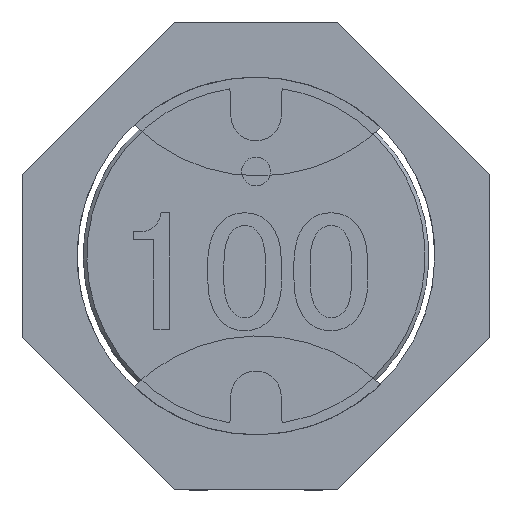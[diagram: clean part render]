
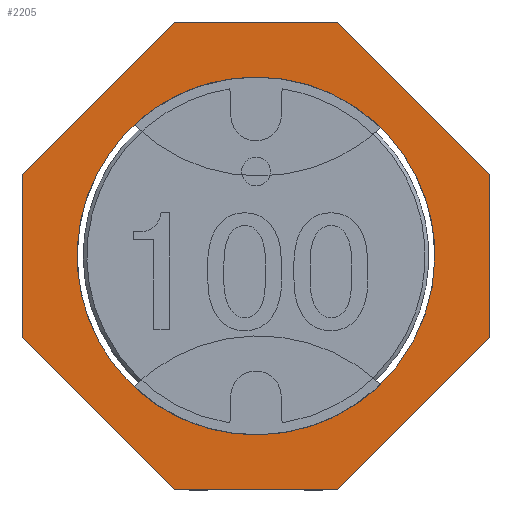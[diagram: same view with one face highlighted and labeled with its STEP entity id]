
A CAD part, top view. The second image highlights one B-rep face of the part: STEP entity #2205.
In plain terms, the highlighted free-form (B-spline) face has degree [1, 1] with [2, 2] control points.
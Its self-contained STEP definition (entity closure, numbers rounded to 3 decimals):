
#2128=CARTESIAN_POINT('',(-3.575,-3.575,0.));
#2129=CARTESIAN_POINT('',(-3.575,3.575,0.));
#2130=CARTESIAN_POINT('',(3.575,-3.575,0.));
#2131=CARTESIAN_POINT('',(3.575,3.575,0.));
#2132=B_SPLINE_SURFACE_WITH_KNOTS('',1,1,((#2128,#2129),(#2130,#2131)),.PLANE_SURF.,.F.,.F.,.U.,(2,2),(2,2),(0.,1.),(0.,1.),.UNSPECIFIED.);
#2133=CARTESIAN_POINT('',(3.25,1.134,0.));
#2134=VERTEX_POINT('',#2133);
#2135=CARTESIAN_POINT('',(1.134,3.25,0.));
#2136=VERTEX_POINT('',#2135);
#2137=CARTESIAN_POINT('',(3.25,1.134,0.));
#2138=CARTESIAN_POINT('',(1.134,3.25,0.));
#2139=B_SPLINE_CURVE_WITH_KNOTS('',1,(#2137,#2138),.POLYLINE_FORM.,.F.,.U.,(2,2),(0.,1.),.UNSPECIFIED.);
#2140=EDGE_CURVE('',#2134,#2136,#2139,.T.);
#2141=ORIENTED_EDGE('',*,*,#2140,.T.);
#2142=CARTESIAN_POINT('',(-1.134,3.25,0.));
#2143=VERTEX_POINT('',#2142);
#2144=CARTESIAN_POINT('',(1.134,3.25,0.));
#2145=CARTESIAN_POINT('',(-1.134,3.25,0.));
#2146=B_SPLINE_CURVE_WITH_KNOTS('',1,(#2144,#2145),.POLYLINE_FORM.,.F.,.U.,(2,2),(0.,1.),.UNSPECIFIED.);
#2147=EDGE_CURVE('',#2136,#2143,#2146,.T.);
#2148=ORIENTED_EDGE('',*,*,#2147,.T.);
#2149=CARTESIAN_POINT('',(-3.25,1.134,0.));
#2150=VERTEX_POINT('',#2149);
#2151=CARTESIAN_POINT('',(-1.134,3.25,0.));
#2152=CARTESIAN_POINT('',(-3.25,1.134,0.));
#2153=B_SPLINE_CURVE_WITH_KNOTS('',1,(#2151,#2152),.POLYLINE_FORM.,.F.,.U.,(2,2),(0.,1.),.UNSPECIFIED.);
#2154=EDGE_CURVE('',#2143,#2150,#2153,.T.);
#2155=ORIENTED_EDGE('',*,*,#2154,.T.);
#2156=CARTESIAN_POINT('',(-3.25,-1.134,0.));
#2157=VERTEX_POINT('',#2156);
#2158=CARTESIAN_POINT('',(-3.25,1.134,0.));
#2159=CARTESIAN_POINT('',(-3.25,-1.134,0.));
#2160=B_SPLINE_CURVE_WITH_KNOTS('',1,(#2158,#2159),.POLYLINE_FORM.,.F.,.U.,(2,2),(0.,1.),.UNSPECIFIED.);
#2161=EDGE_CURVE('',#2150,#2157,#2160,.T.);
#2162=ORIENTED_EDGE('',*,*,#2161,.T.);
#2163=CARTESIAN_POINT('',(-1.134,-3.25,0.));
#2164=VERTEX_POINT('',#2163);
#2165=CARTESIAN_POINT('',(-3.25,-1.134,0.));
#2166=CARTESIAN_POINT('',(-1.134,-3.25,0.));
#2167=B_SPLINE_CURVE_WITH_KNOTS('',1,(#2165,#2166),.POLYLINE_FORM.,.F.,.U.,(2,2),(0.,1.),.UNSPECIFIED.);
#2168=EDGE_CURVE('',#2157,#2164,#2167,.T.);
#2169=ORIENTED_EDGE('',*,*,#2168,.T.);
#2170=CARTESIAN_POINT('',(1.134,-3.25,0.));
#2171=VERTEX_POINT('',#2170);
#2172=CARTESIAN_POINT('',(-1.134,-3.25,0.));
#2173=CARTESIAN_POINT('',(1.134,-3.25,0.));
#2174=B_SPLINE_CURVE_WITH_KNOTS('',1,(#2172,#2173),.POLYLINE_FORM.,.F.,.U.,(2,2),(0.,1.),.UNSPECIFIED.);
#2175=EDGE_CURVE('',#2164,#2171,#2174,.T.);
#2176=ORIENTED_EDGE('',*,*,#2175,.T.);
#2177=CARTESIAN_POINT('',(3.25,-1.134,0.));
#2178=VERTEX_POINT('',#2177);
#2179=CARTESIAN_POINT('',(1.134,-3.25,0.));
#2180=CARTESIAN_POINT('',(3.25,-1.134,0.));
#2181=B_SPLINE_CURVE_WITH_KNOTS('',1,(#2179,#2180),.POLYLINE_FORM.,.F.,.U.,(2,2),(0.,1.),.UNSPECIFIED.);
#2182=EDGE_CURVE('',#2171,#2178,#2181,.T.);
#2183=ORIENTED_EDGE('',*,*,#2182,.T.);
#2184=CARTESIAN_POINT('',(3.25,-1.134,0.));
#2185=CARTESIAN_POINT('',(3.25,1.134,0.));
#2186=B_SPLINE_CURVE_WITH_KNOTS('',1,(#2184,#2185),.POLYLINE_FORM.,.F.,.U.,(2,2),(0.,1.),.UNSPECIFIED.);
#2187=EDGE_CURVE('',#2178,#2134,#2186,.T.);
#2188=ORIENTED_EDGE('',*,*,#2187,.T.);
#2189=EDGE_LOOP('',(#2141,#2148,#2155,#2162,#2169,#2176,#2183,#2188));
#2190=FACE_OUTER_BOUND('',#2189,.T.);
#2191=CARTESIAN_POINT('',(2.485,0.,0.));
#2192=VERTEX_POINT('',#2191);
#2193=CARTESIAN_POINT('',(2.485,0.,0.));
#2194=CARTESIAN_POINT('',(2.485,-4.304,0.));
#2195=CARTESIAN_POINT('',(-1.243,-2.152,0.));
#2196=CARTESIAN_POINT('',(-4.97,0.,0.));
#2197=CARTESIAN_POINT('',(-1.243,2.152,0.));
#2198=CARTESIAN_POINT('',(2.485,4.304,0.));
#2199=CARTESIAN_POINT('',(2.485,0.,0.));
#2200=(BOUNDED_CURVE()B_SPLINE_CURVE(2,(#2193,#2194,#2195,#2196,#2197,#2198,#2199),.CIRCULAR_ARC.,.T.,.U.)B_SPLINE_CURVE_WITH_KNOTS((3,2,2,3),(0.,0.333,0.667,1.),.UNSPECIFIED.)CURVE()GEOMETRIC_REPRESENTATION_ITEM()RATIONAL_B_SPLINE_CURVE((1.,0.5,1.,0.5,1.,0.5,1.))REPRESENTATION_ITEM(''));
#2201=EDGE_CURVE('',#2192,#2192,#2200,.T.);
#2202=ORIENTED_EDGE('',*,*,#2201,.T.);
#2203=EDGE_LOOP('',(#2202));
#2204=FACE_BOUND('',#2203,.T.);
#2205=ADVANCED_FACE('',(#2190,#2204),#2132,.T.);
